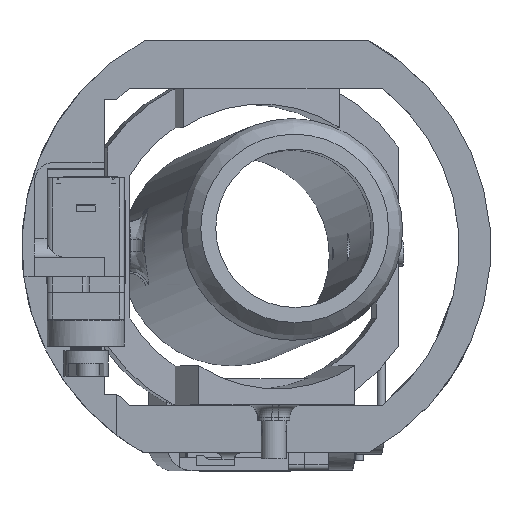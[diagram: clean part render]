
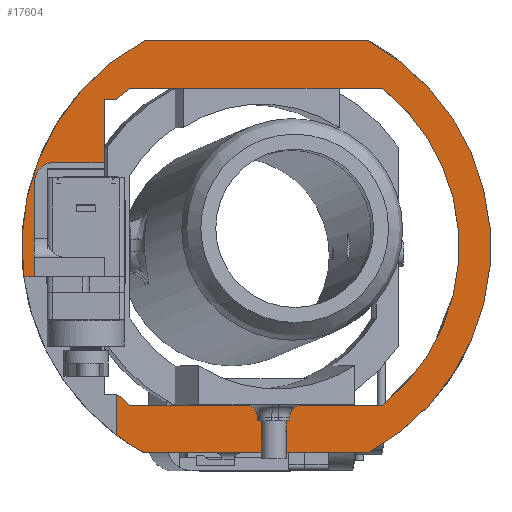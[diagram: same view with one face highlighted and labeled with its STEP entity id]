
A CAD part, top view. The second image highlights one B-rep face of the part: STEP entity #17604.
In plain terms, the highlighted face is planar.
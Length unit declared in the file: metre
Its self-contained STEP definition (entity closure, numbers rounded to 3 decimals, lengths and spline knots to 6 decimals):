
#1316=PLANE('',#19708);
#2651=LINE('',#35457,#4128);
#2662=LINE('',#35488,#4139);
#2667=LINE('',#35502,#4144);
#2671=LINE('',#35511,#4148);
#2678=LINE('',#35537,#4155);
#2683=LINE('',#35575,#4160);
#2696=LINE('',#35602,#4173);
#2697=LINE('',#35606,#4174);
#2698=LINE('',#35608,#4175);
#2699=LINE('',#35609,#4176);
#4128=VECTOR('',#23459,1.);
#4139=VECTOR('',#23484,1.);
#4144=VECTOR('',#23493,1.);
#4148=VECTOR('',#23499,1.);
#4155=VECTOR('',#23522,1.);
#4160=VECTOR('',#23555,1.);
#4173=VECTOR('',#23580,1.);
#4174=VECTOR('',#23585,1.);
#4175=VECTOR('',#23586,1.);
#4176=VECTOR('',#23587,1.);
#8973=ORIENTED_EDGE('',*,*,#11868,.F.);
#8974=ORIENTED_EDGE('',*,*,#11869,.T.);
#8975=ORIENTED_EDGE('',*,*,#11828,.F.);
#8976=ORIENTED_EDGE('',*,*,#11836,.T.);
#8977=ORIENTED_EDGE('',*,*,#11832,.F.);
#8978=ORIENTED_EDGE('',*,*,#11852,.F.);
#8979=ORIENTED_EDGE('',*,*,#11838,.F.);
#8980=ORIENTED_EDGE('',*,*,#11824,.F.);
#8981=ORIENTED_EDGE('',*,*,#11845,.T.);
#8982=ORIENTED_EDGE('',*,*,#11814,.T.);
#8983=ORIENTED_EDGE('',*,*,#11848,.T.);
#8984=ORIENTED_EDGE('',*,*,#11820,.F.);
#8985=ORIENTED_EDGE('',*,*,#11843,.F.);
#8986=ORIENTED_EDGE('',*,*,#11866,.T.);
#8987=ORIENTED_EDGE('',*,*,#11870,.F.);
#8988=ORIENTED_EDGE('',*,*,#11808,.T.);
#8989=ORIENTED_EDGE('',*,*,#11799,.F.);
#11799=EDGE_CURVE('',#13895,#13896,#2651,.T.);
#11808=EDGE_CURVE('',#13903,#13896,#14547,.F.);
#11814=EDGE_CURVE('',#13909,#13910,#2662,.T.);
#11820=EDGE_CURVE('',#13915,#13916,#2667,.T.);
#11824=EDGE_CURVE('',#13919,#13920,#2671,.T.);
#11828=EDGE_CURVE('',#13923,#13924,#14550,.T.);
#11832=EDGE_CURVE('',#13927,#13928,#14552,.T.);
#11836=EDGE_CURVE('',#13923,#13928,#2678,.T.);
#11838=EDGE_CURVE('',#13920,#13931,#14555,.T.);
#11843=EDGE_CURVE('',#13935,#13915,#14557,.F.);
#11845=EDGE_CURVE('',#13919,#13909,#14559,.T.);
#11848=EDGE_CURVE('',#13910,#13916,#14561,.T.);
#11852=EDGE_CURVE('',#13931,#13927,#2683,.T.);
#11866=EDGE_CURVE('',#13935,#13946,#2696,.T.);
#11868=EDGE_CURVE('',#13948,#13895,#2697,.T.);
#11869=EDGE_CURVE('',#13948,#13924,#2698,.T.);
#11870=EDGE_CURVE('',#13903,#13946,#2699,.T.);
#13895=VERTEX_POINT('',#35456);
#13896=VERTEX_POINT('',#35458);
#13903=VERTEX_POINT('',#35474);
#13909=VERTEX_POINT('',#35489);
#13910=VERTEX_POINT('',#35490);
#13915=VERTEX_POINT('',#35501);
#13916=VERTEX_POINT('',#35503);
#13919=VERTEX_POINT('',#35510);
#13920=VERTEX_POINT('',#35512);
#13923=VERTEX_POINT('',#35519);
#13924=VERTEX_POINT('',#35521);
#13927=VERTEX_POINT('',#35528);
#13928=VERTEX_POINT('',#35530);
#13931=VERTEX_POINT('',#35541);
#13935=VERTEX_POINT('',#35561);
#13946=VERTEX_POINT('',#35601);
#13948=VERTEX_POINT('',#35607);
#14547=CIRCLE('',#19673,0.003);
#14550=CIRCLE('',#19680,0.032);
#14552=CIRCLE('',#19683,0.032);
#14555=CIRCLE('',#19688,0.032);
#14557=CIRCLE('',#19691,0.037);
#14559=CIRCLE('',#19693,0.037);
#14561=CIRCLE('',#19696,0.037);
#15517=EDGE_LOOP('',(#8973,#8974,#8975,#8976,#8977,#8978,#8979,#8980,#8981,
#8982,#8983,#8984,#8985,#8986,#8987,#8988,#8989));
#16548=FACE_BOUND('',#15517,.T.);
#17604=ADVANCED_FACE('',(#16548),#1316,.T.);
#19673=AXIS2_PLACEMENT_3D('',#35476,#23474,#23475);
#19680=AXIS2_PLACEMENT_3D('',#35520,#23505,#23506);
#19683=AXIS2_PLACEMENT_3D('',#35529,#23513,#23514);
#19688=AXIS2_PLACEMENT_3D('',#35540,#23526,#23527);
#19691=AXIS2_PLACEMENT_3D('',#35560,#23534,#23535);
#19693=AXIS2_PLACEMENT_3D('',#35563,#23538,#23539);
#19696=AXIS2_PLACEMENT_3D('',#35568,#23545,#23546);
#19708=AXIS2_PLACEMENT_3D('',#35605,#23583,#23584);
#23459=DIRECTION('',(0.,-1.,0.));
#23474=DIRECTION('',(0.,0.,-1.));
#23475=DIRECTION('',(-1.,0.,0.));
#23484=DIRECTION('',(0.,1.,0.));
#23493=DIRECTION('',(0.,1.,0.));
#23499=DIRECTION('',(1.,0.,0.));
#23505=DIRECTION('',(0.,0.,-1.));
#23506=DIRECTION('',(-1.,0.,0.));
#23513=DIRECTION('',(0.,0.,-1.));
#23514=DIRECTION('',(-1.,0.,0.));
#23522=DIRECTION('',(0.,1.,0.));
#23526=DIRECTION('',(0.,0.,-1.));
#23527=DIRECTION('',(-1.,0.,0.));
#23534=DIRECTION('',(0.,0.,-1.));
#23535=DIRECTION('',(-1.,0.,0.));
#23538=DIRECTION('',(0.,0.,-1.));
#23539=DIRECTION('',(-1.,0.,0.));
#23545=DIRECTION('',(0.,0.,-1.));
#23546=DIRECTION('',(-1.,0.,0.));
#23555=DIRECTION('',(0.,1.,0.));
#23580=DIRECTION('',(0.,1.,0.));
#23583=DIRECTION('',(0.,0.,-1.));
#23584=DIRECTION('',(1.,0.,0.));
#23585=DIRECTION('',(-1.,0.,0.));
#23586=DIRECTION('',(0.,1.,0.));
#23587=DIRECTION('',(-1.,0.,0.));
#35456=CARTESIAN_POINT('',(0.013251,-0.024,0.0002));
#35457=CARTESIAN_POINT('',(0.013251,-0.02825,0.0002));
#35458=CARTESIAN_POINT('',(0.013251,-0.032,0.0002));
#35474=CARTESIAN_POINT('',(0.010251,-0.035,0.0002));
#35476=CARTESIAN_POINT('',(0.010251,-0.032,0.0002));
#35488=CARTESIAN_POINT('',(-0.0325,0.,0.0002));
#35489=CARTESIAN_POINT('',(-0.0325,-0.017685,0.0002));
#35490=CARTESIAN_POINT('',(-0.0325,0.017685,0.0002));
#35501=CARTESIAN_POINT('',(0.0325,-0.017685,0.0002));
#35502=CARTESIAN_POINT('',(0.0325,0.,0.0002));
#35503=CARTESIAN_POINT('',(0.0325,0.017685,0.0002));
#35510=CARTESIAN_POINT('',(-0.029749,-0.022,0.0002));
#35511=CARTESIAN_POINT('',(0.,-0.022,0.0002));
#35512=CARTESIAN_POINT('',(-0.023238,-0.022,0.0002));
#35519=CARTESIAN_POINT('',(0.025,-0.019975,0.0002));
#35520=CARTESIAN_POINT('',(0.,0.,0.0002));
#35521=CARTESIAN_POINT('',(0.023238,-0.022,0.0002));
#35528=CARTESIAN_POINT('',(-0.025,0.019975,0.0002));
#35529=CARTESIAN_POINT('',(0.,0.,0.0002));
#35530=CARTESIAN_POINT('',(0.025,0.019975,0.0002));
#35537=CARTESIAN_POINT('',(0.025,0.,0.0002));
#35540=CARTESIAN_POINT('',(0.,0.,0.0002));
#35541=CARTESIAN_POINT('',(-0.025,-0.019975,0.0002));
#35560=CARTESIAN_POINT('',(0.,0.,0.0002));
#35561=CARTESIAN_POINT('',(-0.004749,-0.036694,0.0002));
#35563=CARTESIAN_POINT('',(0.,0.,0.0002));
#35568=CARTESIAN_POINT('',(0.,0.,0.0002));
#35575=CARTESIAN_POINT('',(-0.025,0.,0.0002));
#35601=CARTESIAN_POINT('',(-0.004749,-0.035,0.0002));
#35602=CARTESIAN_POINT('',(-0.004749,-0.02825,0.0002));
#35605=CARTESIAN_POINT('',(0.,-0.0295,0.0002));
#35606=CARTESIAN_POINT('',(0.,-0.024,0.0002));
#35607=CARTESIAN_POINT('',(0.023238,-0.024,0.0002));
#35608=CARTESIAN_POINT('',(0.023238,-0.0295,0.0002));
#35609=CARTESIAN_POINT('',(0.003751,-0.035,0.0002));
